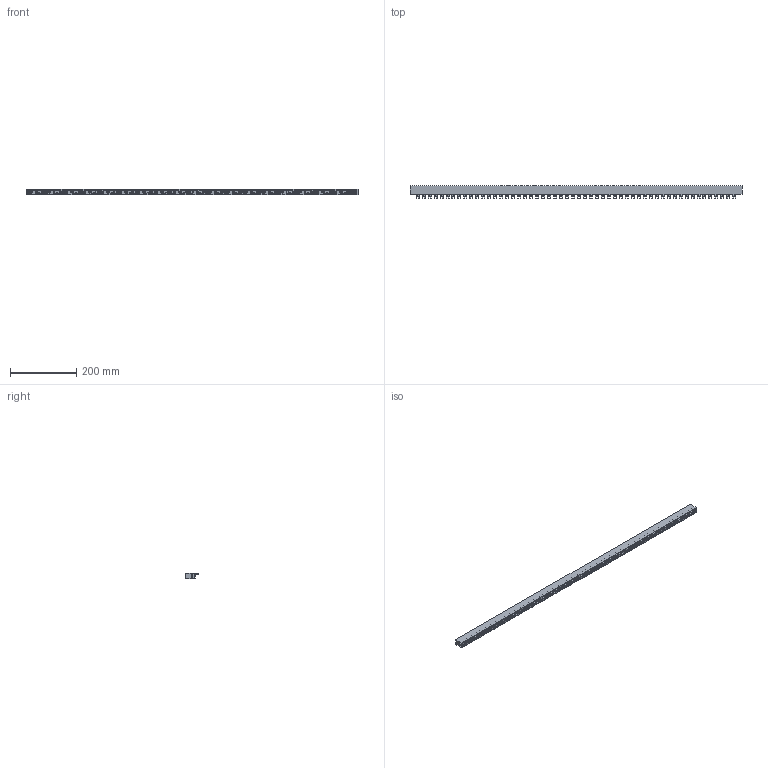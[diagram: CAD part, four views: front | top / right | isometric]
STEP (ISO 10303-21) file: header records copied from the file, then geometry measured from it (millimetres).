
FILE_DESCRIPTION (( 'STEP AP203' ), '1' );
FILE_NAME ('YNS51-3-100 Øèíà ñîåäèíèòåëüíàÿ òèïà FORK (âèëêà) 3Ð 100À (äë.1 ì) ÈÝÊ.STEP', '2016-09-07T06:46:18', ( '' ), ( '' ), 'SwSTEP 2.0', 'SolidWorks 2014', '' );
FILE_SCHEMA (( 'CONFIG_CONTROL_DESIGN' ));
Length unit declared in the file: millimetre
Products named in the file (1): YNS51-3-100 Øèíà ñîåäèíèòåëüíàÿ òèïà FORK (âèëêà) 3Ð 100À (äë.1 ì) ÈÝÊ
Bounding box: 1000 x 37.5 x 17.4 mm (x, y, z)
Volume: 419841.1 mm3; surface area: 146687.4 mm2
Topology: 1 solids, 1 shells, 810 faces, 2208 edges, 1400 vertices
Faces by surface type: plane 756, cylinder 54
Entity records: 24929 total; most frequent: CARTESIAN_POINT 4419, ORIENTED_EDGE 4416, DIRECTION 3938, EDGE_CURVE 2208, LINE 2100, VECTOR 2100, VERTEX_POINT 1400, AXIS2_PLACEMENT_3D 919
